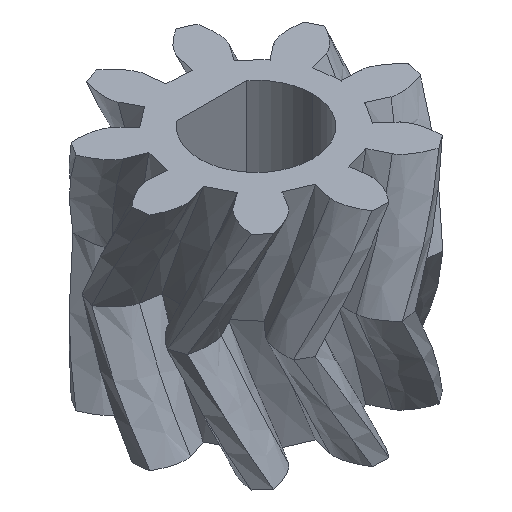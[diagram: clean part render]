
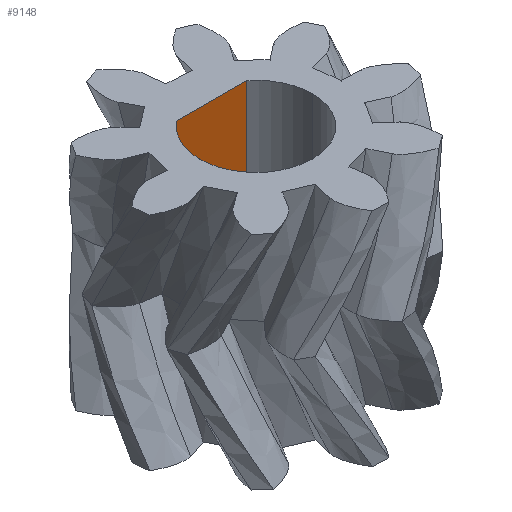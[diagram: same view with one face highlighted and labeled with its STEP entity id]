
A CAD part, isometric view. The second image highlights one B-rep face of the part: STEP entity #9148.
In plain terms, the highlighted planar face has unit normal (0, -1, 0).
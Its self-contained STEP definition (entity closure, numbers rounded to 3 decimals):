
#198 = B_SPLINE_SURFACE_WITH_KNOTS('',1,1,(
    (#199,#200)
    ,(#201,#202
    )),.UNSPECIFIED.,.F.,.F.,.F.,(2,2),(2,2),(-5.954,
    5.881),(-5.965,5.801),
  .PIECEWISE_BEZIER_KNOTS.);
#199 = CARTESIAN_POINT('',(-5.954,-5.965,
    10.));
#200 = CARTESIAN_POINT('',(-5.954,5.801,10.
    ));
#201 = CARTESIAN_POINT('',(5.881,-5.965,
    10.));
#202 = CARTESIAN_POINT('',(5.881,5.801,10.
    ));
#424 = B_SPLINE_SURFACE_WITH_KNOTS('',1,1,(
    (#425,#426)
    ,(#427,#428
    )),.UNSPECIFIED.,.F.,.F.,.F.,(2,2),(2,2),(-5.954,
    5.881),(-5.965,5.801),
  .PIECEWISE_BEZIER_KNOTS.);
#425 = CARTESIAN_POINT('',(-5.954,-5.965,
    0.));
#426 = CARTESIAN_POINT('',(-5.954,5.801,
    0.));
#427 = CARTESIAN_POINT('',(5.881,-5.965,
    0.));
#428 = CARTESIAN_POINT('',(5.881,5.801,
    0.));
#3068 = VERTEX_POINT('',#3069);
#3069 = CARTESIAN_POINT('',(1.582,2.,10.));
#3107 = CYLINDRICAL_SURFACE('',#3108,2.55);
#3108 = AXIS2_PLACEMENT_3D('',#3109,#3110,#3111);
#3109 = CARTESIAN_POINT('',(0.,0.,-1.));
#3110 = DIRECTION('',(0.,0.,1.));
#3111 = DIRECTION('',(1.,0.,0.));
#3342 = VERTEX_POINT('',#3343);
#3343 = CARTESIAN_POINT('',(-1.582,2.,10.));
#3379 = CYLINDRICAL_SURFACE('',#3380,2.55);
#3380 = AXIS2_PLACEMENT_3D('',#3381,#3382,#3383);
#3381 = CARTESIAN_POINT('',(0.,0.,-1.));
#3382 = DIRECTION('',(0.,0.,1.));
#3383 = DIRECTION('',(1.,0.,0.));
#3402 = EDGE_CURVE('',#3068,#3342,#3403,.T.);
#3403 = SURFACE_CURVE('',#3404,(#3407,#3413),.PCURVE_S1.);
#3404 = B_SPLINE_CURVE_WITH_KNOTS('',1,(#3405,#3406),.UNSPECIFIED.,.F.,
  .F.,(2,2),(0.,1.),.PIECEWISE_BEZIER_KNOTS.);
#3405 = CARTESIAN_POINT('',(1.582,2.,10.));
#3406 = CARTESIAN_POINT('',(-1.582,2.,10.));
#3407 = PCURVE('',#198,#3408);
#3408 = DEFINITIONAL_REPRESENTATION('',(#3409),#3412);
#3409 = B_SPLINE_CURVE_WITH_KNOTS('',1,(#3410,#3411),.UNSPECIFIED.,.F.,
  .F.,(2,2),(0.,1.),.PIECEWISE_BEZIER_KNOTS.);
#3410 = CARTESIAN_POINT('',(1.582,2.));
#3411 = CARTESIAN_POINT('',(-1.582,2.));
#3412 = ( GEOMETRIC_REPRESENTATION_CONTEXT(2) 
PARAMETRIC_REPRESENTATION_CONTEXT() REPRESENTATION_CONTEXT('2D SPACE',''
  ) );
#3413 = PCURVE('',#3414,#3419);
#3414 = PLANE('',#3415);
#3415 = AXIS2_PLACEMENT_3D('',#3416,#3417,#3418);
#3416 = CARTESIAN_POINT('',(-2.55,2.,-1.));
#3417 = DIRECTION('',(0.,1.,0.));
#3418 = DIRECTION('',(0.,0.,1.));
#3419 = DEFINITIONAL_REPRESENTATION('',(#3420),#3423);
#3420 = B_SPLINE_CURVE_WITH_KNOTS('',1,(#3421,#3422),.UNSPECIFIED.,.F.,
  .F.,(2,2),(0.,1.),.PIECEWISE_BEZIER_KNOTS.);
#3421 = CARTESIAN_POINT('',(11.,4.132));
#3422 = CARTESIAN_POINT('',(11.,0.968));
#3423 = ( GEOMETRIC_REPRESENTATION_CONTEXT(2) 
PARAMETRIC_REPRESENTATION_CONTEXT() REPRESENTATION_CONTEXT('2D SPACE',''
  ) );
#6145 = VERTEX_POINT('',#6146);
#6146 = CARTESIAN_POINT('',(1.582,2.,0.));
#6404 = VERTEX_POINT('',#6405);
#6405 = CARTESIAN_POINT('',(-1.582,2.,0.));
#6459 = EDGE_CURVE('',#6145,#6404,#6460,.T.);
#6460 = SURFACE_CURVE('',#6461,(#6464,#6470),.PCURVE_S1.);
#6461 = B_SPLINE_CURVE_WITH_KNOTS('',1,(#6462,#6463),.UNSPECIFIED.,.F.,
  .F.,(2,2),(0.,1.),.PIECEWISE_BEZIER_KNOTS.);
#6462 = CARTESIAN_POINT('',(1.582,2.,0.));
#6463 = CARTESIAN_POINT('',(-1.582,2.,0.));
#6464 = PCURVE('',#424,#6465);
#6465 = DEFINITIONAL_REPRESENTATION('',(#6466),#6469);
#6466 = B_SPLINE_CURVE_WITH_KNOTS('',1,(#6467,#6468),.UNSPECIFIED.,.F.,
  .F.,(2,2),(0.,1.),.PIECEWISE_BEZIER_KNOTS.);
#6467 = CARTESIAN_POINT('',(1.582,2.));
#6468 = CARTESIAN_POINT('',(-1.582,2.));
#6469 = ( GEOMETRIC_REPRESENTATION_CONTEXT(2) 
PARAMETRIC_REPRESENTATION_CONTEXT() REPRESENTATION_CONTEXT('2D SPACE',''
  ) );
#6470 = PCURVE('',#3414,#6471);
#6471 = DEFINITIONAL_REPRESENTATION('',(#6472),#6475);
#6472 = B_SPLINE_CURVE_WITH_KNOTS('',1,(#6473,#6474),.UNSPECIFIED.,.F.,
  .F.,(2,2),(0.,1.),.PIECEWISE_BEZIER_KNOTS.);
#6473 = CARTESIAN_POINT('',(1.,4.132));
#6474 = CARTESIAN_POINT('',(1.,0.968));
#6475 = ( GEOMETRIC_REPRESENTATION_CONTEXT(2) 
PARAMETRIC_REPRESENTATION_CONTEXT() REPRESENTATION_CONTEXT('2D SPACE',''
  ) );
#9130 = EDGE_CURVE('',#6145,#3068,#9131,.T.);
#9131 = SURFACE_CURVE('',#9132,(#9136,#9142),.PCURVE_S1.);
#9132 = LINE('',#9133,#9134);
#9133 = CARTESIAN_POINT('',(1.582,2.,-1.));
#9134 = VECTOR('',#9135,1.);
#9135 = DIRECTION('',(0.,0.,1.));
#9136 = PCURVE('',#3107,#9137);
#9137 = DEFINITIONAL_REPRESENTATION('',(#9138),#9141);
#9138 = B_SPLINE_CURVE_WITH_KNOTS('',1,(#9139,#9140),.UNSPECIFIED.,.F.,
  .F.,(2,2),(0.,12.),.PIECEWISE_BEZIER_KNOTS.);
#9139 = CARTESIAN_POINT('',(0.902,0.));
#9140 = CARTESIAN_POINT('',(0.902,12.));
#9141 = ( GEOMETRIC_REPRESENTATION_CONTEXT(2) 
PARAMETRIC_REPRESENTATION_CONTEXT() REPRESENTATION_CONTEXT('2D SPACE',''
  ) );
#9142 = PCURVE('',#3414,#9143);
#9143 = DEFINITIONAL_REPRESENTATION('',(#9144),#9147);
#9144 = B_SPLINE_CURVE_WITH_KNOTS('',1,(#9145,#9146),.UNSPECIFIED.,.F.,
  .F.,(2,2),(0.,12.),.PIECEWISE_BEZIER_KNOTS.);
#9145 = CARTESIAN_POINT('',(0.,4.132));
#9146 = CARTESIAN_POINT('',(12.,4.132));
#9147 = ( GEOMETRIC_REPRESENTATION_CONTEXT(2) 
PARAMETRIC_REPRESENTATION_CONTEXT() REPRESENTATION_CONTEXT('2D SPACE',''
  ) );
#9148 = ADVANCED_FACE('',(#9149),#3414,.F.);
#9149 = FACE_BOUND('',#9150,.F.);
#9150 = EDGE_LOOP('',(#9151,#9152,#9171,#9172));
#9151 = ORIENTED_EDGE('',*,*,#6459,.T.);
#9152 = ORIENTED_EDGE('',*,*,#9153,.T.);
#9153 = EDGE_CURVE('',#6404,#3342,#9154,.T.);
#9154 = SURFACE_CURVE('',#9155,(#9159,#9165),.PCURVE_S1.);
#9155 = LINE('',#9156,#9157);
#9156 = CARTESIAN_POINT('',(-1.582,2.,-1.));
#9157 = VECTOR('',#9158,1.);
#9158 = DIRECTION('',(0.,0.,1.));
#9159 = PCURVE('',#3414,#9160);
#9160 = DEFINITIONAL_REPRESENTATION('',(#9161),#9164);
#9161 = B_SPLINE_CURVE_WITH_KNOTS('',1,(#9162,#9163),.UNSPECIFIED.,.F.,
  .F.,(2,2),(0.,12.),.PIECEWISE_BEZIER_KNOTS.);
#9162 = CARTESIAN_POINT('',(0.,0.968));
#9163 = CARTESIAN_POINT('',(12.,0.968));
#9164 = ( GEOMETRIC_REPRESENTATION_CONTEXT(2) 
PARAMETRIC_REPRESENTATION_CONTEXT() REPRESENTATION_CONTEXT('2D SPACE',''
  ) );
#9165 = PCURVE('',#3379,#9166);
#9166 = DEFINITIONAL_REPRESENTATION('',(#9167),#9170);
#9167 = B_SPLINE_CURVE_WITH_KNOTS('',1,(#9168,#9169),.UNSPECIFIED.,.F.,
  .F.,(2,2),(0.,12.),.PIECEWISE_BEZIER_KNOTS.);
#9168 = CARTESIAN_POINT('',(2.24,0.));
#9169 = CARTESIAN_POINT('',(2.24,12.));
#9170 = ( GEOMETRIC_REPRESENTATION_CONTEXT(2) 
PARAMETRIC_REPRESENTATION_CONTEXT() REPRESENTATION_CONTEXT('2D SPACE',''
  ) );
#9171 = ORIENTED_EDGE('',*,*,#3402,.F.);
#9172 = ORIENTED_EDGE('',*,*,#9130,.F.);
